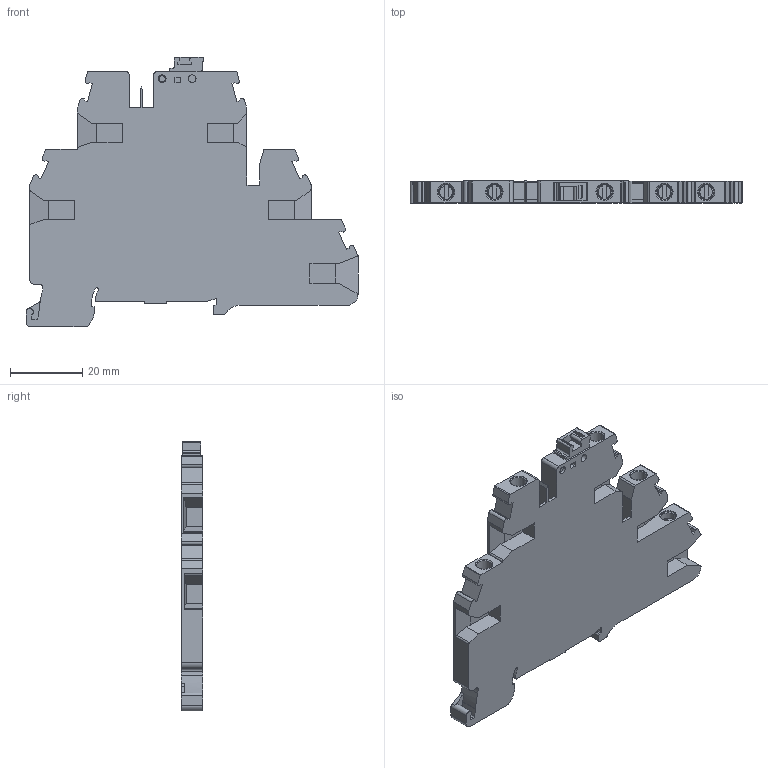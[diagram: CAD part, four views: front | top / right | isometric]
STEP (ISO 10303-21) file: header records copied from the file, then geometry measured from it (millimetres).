
FILE_DESCRIPTION(/* description */ ('Unknown'),/* implementation_level */ '2;1');
FILE_NAME(/* name */ 'TQK4-2T+E_3D_SOLID',/* time_stamp */ '2021-05-27T11:56:31+05:00',/* author */ ('Unknown'),/* organization */ ('Unknown'),/* preprocessor_version */ 'ST-DEVELOPER v16.7',/* originating_system */ 'DEX',/* authorisation */ $);
FILE_SCHEMA (('AUTOMOTIVE_DESIGN {1 0 10303 214 3 1 1}'));
Length unit declared in the file: millimetre
Products named in the file (1): TQK4-2T+E_3D_SOLID
Bounding box: 91.99 x 6 x 74.81 mm (x, y, z)
Volume: 24578.8 mm3; surface area: 13229 mm2
Topology: 1 solids, 1 shells, 346 faces, 974 edges, 646 vertices
Faces by surface type: plane 217, cylinder 107, torus 15, cone 7
Full cylindrical faces by diameter (mm): 2 x1, 2.1 x3, 4 x5, 4.3 x5, 4.8 x5
Entity records: 13328 total; most frequent: CARTESIAN_POINT 1958, DIRECTION 1855, ORIENTED_EDGE 1846, EDGE_CURVE 923, LINE 645, VECTOR 645, VERTEX_POINT 628, AXIS2_PLACEMENT_3D 605
